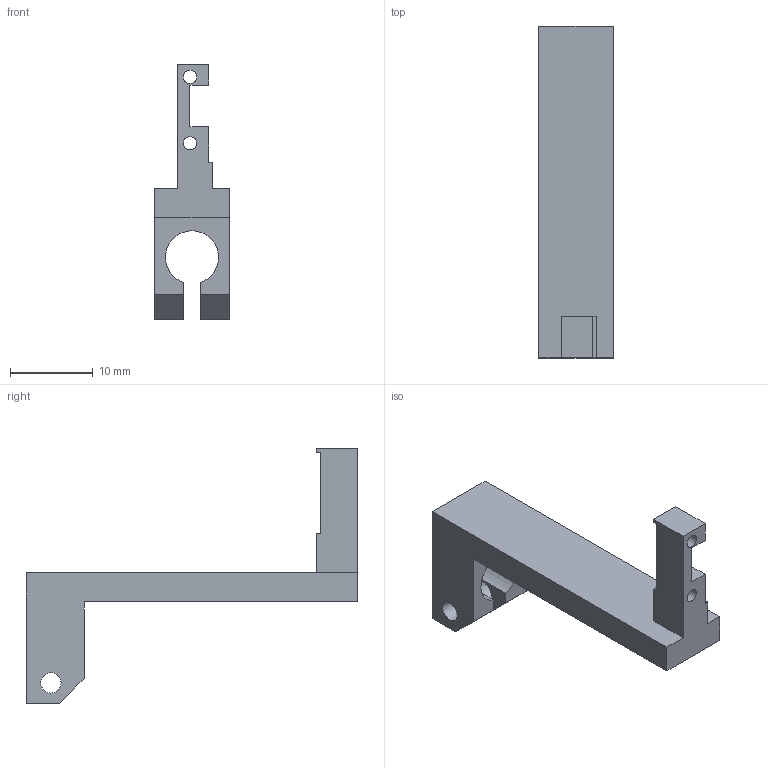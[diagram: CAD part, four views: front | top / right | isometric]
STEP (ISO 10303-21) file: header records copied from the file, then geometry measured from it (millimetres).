
FILE_DESCRIPTION(/* description */ (''),/* implementation_level */ '2;1');
FILE_NAME(/* name */ 'Narishige to dovetail rod adapter - v5 - direct mount v1.step',/* time_stamp */ '2022-10-01T17:28:17-04:00',/* author */ (''),/* organization */ (''),/* preprocessor_version */ 'ST-DEVELOPER v19',/* originating_system */ 'Autodesk Translation Framework v11.7.0.108',/* authorisation */ '');
FILE_SCHEMA (('AUTOMOTIVE_DESIGN { 1 0 10303 214 3 1 1 }'));
Length unit declared in the file: millimetre
Products named in the file (1): Narishige to dovetail rod adapter - v5 - direct mount
Bounding box: 9 x 40 x 30.75 mm (x, y, z)
Volume: 1867 mm3; surface area: 1848.9 mm2
Topology: 1 solids, 1 shells, 32 faces, 92 edges, 61 vertices
Faces by surface type: plane 27, cylinder 5
Full cylindrical faces by diameter (mm): 1.6 x2, 2.459 x1, 3.4 x1
Entity records: 1095 total; most frequent: CARTESIAN_POINT 186, ORIENTED_EDGE 184, DIRECTION 169, EDGE_CURVE 92, LINE 81, VECTOR 81, VERTEX_POINT 61, AXIS2_PLACEMENT_3D 44
